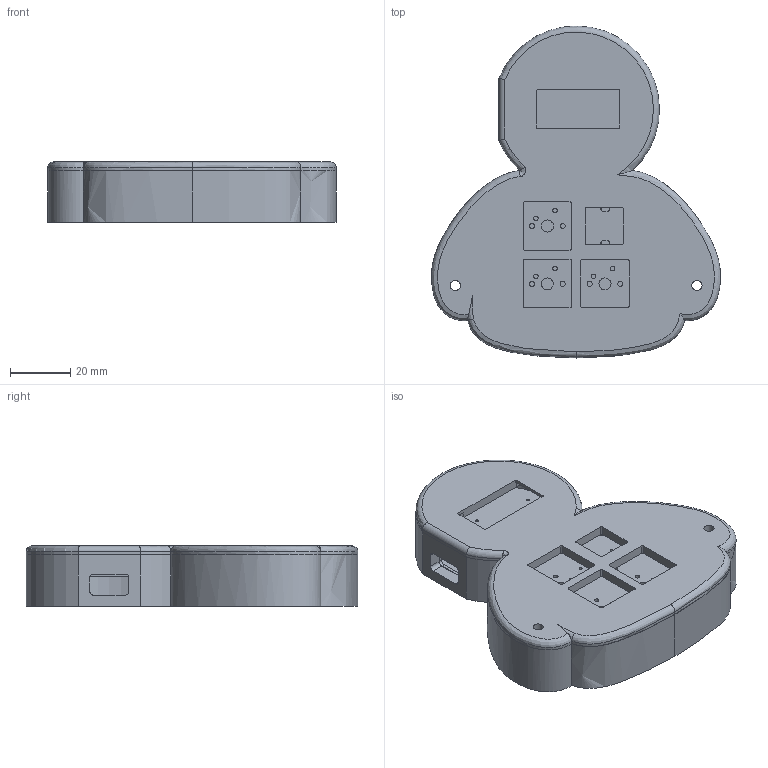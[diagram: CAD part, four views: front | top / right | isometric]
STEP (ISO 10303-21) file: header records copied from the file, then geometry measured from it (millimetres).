
FILE_DESCRIPTION(/* description */ (''),/* implementation_level */ '2;1');
FILE_NAME(/* name */ 'MSN_Macropad.step',/* time_stamp */ '2025-12-29T21:55:51+04:00',/* author */ (''),/* organization */ (''),/* preprocessor_version */ 'ST-DEVELOPER v20.1',/* originating_system */ 'Autodesk Translation Framework v14.21.0.0',/* authorisation */ '');
FILE_SCHEMA (('AUTOMOTIVE_DESIGN { 1 0 10303 214 3 1 1 }'));
Length unit declared in the file: millimetre
Products named in the file (4): 2025-12-29-19-42-07-630; board; top; bottom
Assembly tree (3 placements, depth 2):
  2025-12-29-19-42-07-630
    board
    top
    bottom
Bounding box: 95.7 x 109.93 x 20 mm (x, y, z)
Volume: 77079.4 mm3; surface area: 52037.1 mm2
Topology: 4 solids, 4 shells, 426 faces, 1201 edges, 801 vertices
Faces by surface type: bspline 178, plane 148, cylinder 98, torus 2
Full cylindrical faces by diameter (mm): 0.889 x14, 1 x9, 1.5 x6, 1.7 x6, 3.4 x4, 4 x3, 6 x2
Entity records: 18119 total; most frequent: CARTESIAN_POINT 7853, ORIENTED_EDGE 2402, DIRECTION 1533, EDGE_CURVE 1201, VERTEX_POINT 801, LINE 629, VECTOR 629, EDGE_LOOP 550
